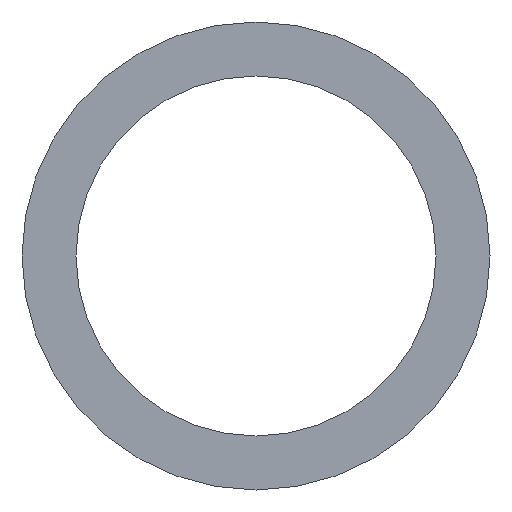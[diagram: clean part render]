
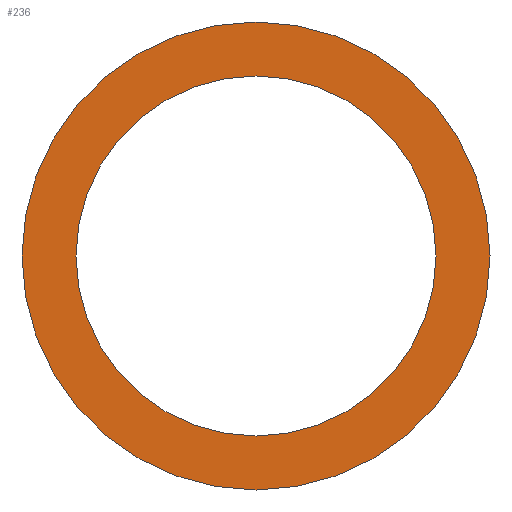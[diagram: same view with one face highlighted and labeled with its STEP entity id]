
A CAD part, front view. The second image highlights one B-rep face of the part: STEP entity #236.
In plain terms, the highlighted planar face has unit normal (0, -1, 0).
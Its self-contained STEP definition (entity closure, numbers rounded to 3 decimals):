
#4 = DIRECTION ( 'NONE',  ( 0., 1., 0. ) ) ;
#9 = DIRECTION ( 'NONE',  ( 0., 0., 1. ) ) ;
#10 = FACE_BOUND ( 'NONE', #130, .T. ) ;
#24 = VERTEX_POINT ( 'NONE', #154 ) ;
#25 = VERTEX_POINT ( 'NONE', #231 ) ;
#30 = DIRECTION ( 'NONE',  ( 0., 0., 1. ) ) ;
#36 = EDGE_CURVE ( 'NONE', #25, #156, #204, .T. ) ;
#43 = ORIENTED_EDGE ( 'NONE', *, *, #94, .F. ) ;
#44 = EDGE_LOOP ( 'NONE', ( #43, #76 ) ) ;
#46 = DIRECTION ( 'NONE',  ( 0., 1., 0. ) ) ;
#51 = CARTESIAN_POINT ( 'NONE',  ( 0., 0., 0. ) ) ;
#61 = CIRCLE ( 'NONE', #131, 5. ) ;
#68 = CARTESIAN_POINT ( 'NONE',  ( 0., 0., 0. ) ) ;
#76 = ORIENTED_EDGE ( 'NONE', *, *, #201, .F. ) ;
#83 = AXIS2_PLACEMENT_3D ( 'NONE', #51, #46, #105 ) ;
#86 = PLANE ( 'NONE',  #145 ) ;
#94 = EDGE_CURVE ( 'NONE', #24, #229, #113, .T. ) ;
#97 = AXIS2_PLACEMENT_3D ( 'NONE', #172, #4, #232 ) ;
#105 = DIRECTION ( 'NONE',  ( 0., 0., 1. ) ) ;
#113 = CIRCLE ( 'NONE', #83, 6.5 ) ;
#116 = CIRCLE ( 'NONE', #239, 6.5 ) ;
#130 = EDGE_LOOP ( 'NONE', ( #147, #192 ) ) ;
#131 = AXIS2_PLACEMENT_3D ( 'NONE', #139, #178, #30 ) ;
#139 = CARTESIAN_POINT ( 'NONE',  ( 0., 0., 0. ) ) ;
#145 = AXIS2_PLACEMENT_3D ( 'NONE', #238, #219, #180 ) ;
#147 = ORIENTED_EDGE ( 'NONE', *, *, #36, .T. ) ;
#154 = CARTESIAN_POINT ( 'NONE',  ( 0., 0., -6.5 ) ) ;
#156 = VERTEX_POINT ( 'NONE', #196 ) ;
#172 = CARTESIAN_POINT ( 'NONE',  ( 0., 0., 0. ) ) ;
#178 = DIRECTION ( 'NONE',  ( 0., 1., 0. ) ) ;
#180 = DIRECTION ( 'NONE',  ( 0., 0., 1. ) ) ;
#192 = ORIENTED_EDGE ( 'NONE', *, *, #226, .T. ) ;
#196 = CARTESIAN_POINT ( 'NONE',  ( 0., 0., 5. ) ) ;
#198 = FACE_OUTER_BOUND ( 'NONE', #44, .T. ) ;
#201 = EDGE_CURVE ( 'NONE', #229, #24, #116, .T. ) ;
#204 = CIRCLE ( 'NONE', #97, 5. ) ;
#217 = CARTESIAN_POINT ( 'NONE',  ( 0., 0., 6.5 ) ) ;
#219 = DIRECTION ( 'NONE',  ( 0., 1., 0. ) ) ;
#220 = DIRECTION ( 'NONE',  ( 0., 1., 0. ) ) ;
#226 = EDGE_CURVE ( 'NONE', #156, #25, #61, .T. ) ;
#229 = VERTEX_POINT ( 'NONE', #217 ) ;
#231 = CARTESIAN_POINT ( 'NONE',  ( 0., 0., -5. ) ) ;
#232 = DIRECTION ( 'NONE',  ( 0., 0., 1. ) ) ;
#236 = ADVANCED_FACE ( 'NONE', ( #198, #10 ), #86, .F. ) ;
#238 = CARTESIAN_POINT ( 'NONE',  ( 0., 0., 0. ) ) ;
#239 = AXIS2_PLACEMENT_3D ( 'NONE', #68, #220, #9 ) ;
